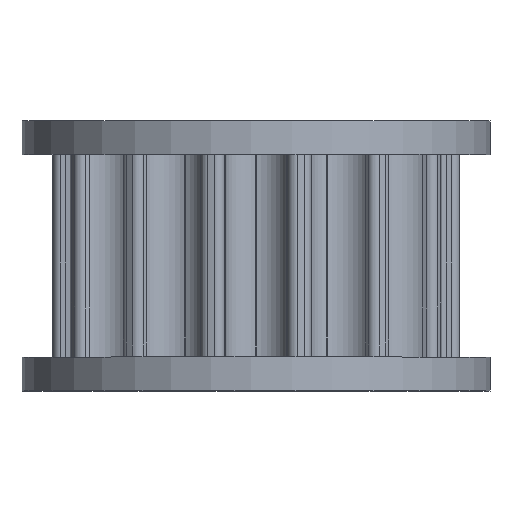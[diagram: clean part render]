
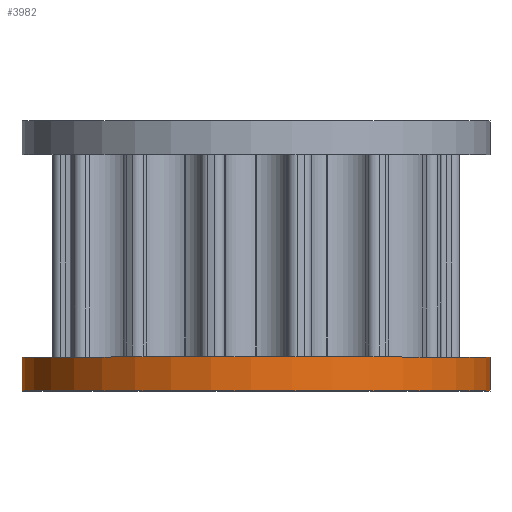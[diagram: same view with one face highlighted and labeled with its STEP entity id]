
A CAD part, top view. The second image highlights one B-rep face of the part: STEP entity #3982.
In plain terms, the highlighted cylindrical face has radius 12.156 mm (diameter 24.313 mm), a full revolution.
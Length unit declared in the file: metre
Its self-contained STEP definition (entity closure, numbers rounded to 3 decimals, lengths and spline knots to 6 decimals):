
#29=CYLINDRICAL_SURFACE('',#4311,0.012156);
#146=CIRCLE('',#4226,0.012156);
#231=CIRCLE('',#4312,0.012156);
#497=FACE_OUTER_BOUND('',#720,.T.);
#720=EDGE_LOOP('',(#3187,#3188,#3189,#3190));
#1056=LINE('',#12336,#1415);
#1415=VECTOR('',#5115,0.012156);
#1736=VERTEX_POINT('',#12107);
#1849=VERTEX_POINT('',#12334);
#2231=EDGE_CURVE('',#1736,#1736,#146,.T.);
#2344=EDGE_CURVE('',#1849,#1849,#231,.T.);
#2345=EDGE_CURVE('',#1849,#1736,#1056,.T.);
#3187=ORIENTED_EDGE('',*,*,#2344,.T.);
#3188=ORIENTED_EDGE('',*,*,#2345,.T.);
#3189=ORIENTED_EDGE('',*,*,#2231,.F.);
#3190=ORIENTED_EDGE('',*,*,#2345,.F.);
#3982=ADVANCED_FACE('',(#497),#29,.T.);
#4226=AXIS2_PLACEMENT_3D('',#12108,#4913,#4914);
#4311=AXIS2_PLACEMENT_3D('',#12333,#5111,#5112);
#4312=AXIS2_PLACEMENT_3D('',#12335,#5113,#5114);
#4913=DIRECTION('center_axis',(0.,1.,0.));
#4914=DIRECTION('ref_axis',(0.779,0.,-0.627));
#5111=DIRECTION('center_axis',(0.,1.,0.));
#5112=DIRECTION('ref_axis',(0.779,0.,-0.627));
#5113=DIRECTION('center_axis',(0.,1.,0.));
#5114=DIRECTION('ref_axis',(0.779,0.,-0.627));
#5115=DIRECTION('',(0.,1.,0.));
#12107=CARTESIAN_POINT('',(-0.00947,-0.009525,0.007623));
#12108=CARTESIAN_POINT('Origin',(0.,-0.009525,0.));
#12333=CARTESIAN_POINT('Origin',(0.,-0.009525,0.));
#12334=CARTESIAN_POINT('',(-0.00947,-0.011275,0.007623));
#12335=CARTESIAN_POINT('Origin',(0.,-0.011275,0.));
#12336=CARTESIAN_POINT('',(-0.00947,-0.009525,0.007623));
